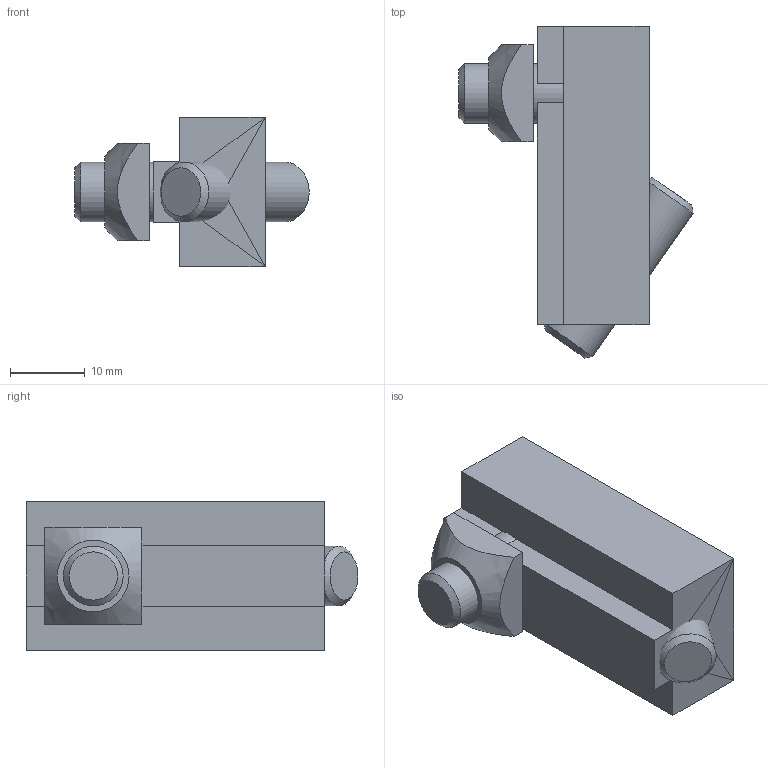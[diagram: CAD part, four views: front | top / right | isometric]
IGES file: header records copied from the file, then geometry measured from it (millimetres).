
Global section: file name: 904511.stp.ipt; native system: Autodesk Inventor 2014; preprocessor: unknown; author: zeman; date: 20151016.102151; units: millimetre
Bounding box: 31.4 x 44.46 x 20 mm (x, y, z)
Volume: 3746.3 mm3; surface area: 6300.2 mm2
Topology: 4 solids, 5 shells, 52 faces, 133 edges, 86 vertices
Faces by surface type: plane 37, revolution 6, cone 4, cylinder 3, bspline 2
Full cylindrical faces by diameter (mm): 8 x2, 13 x1
